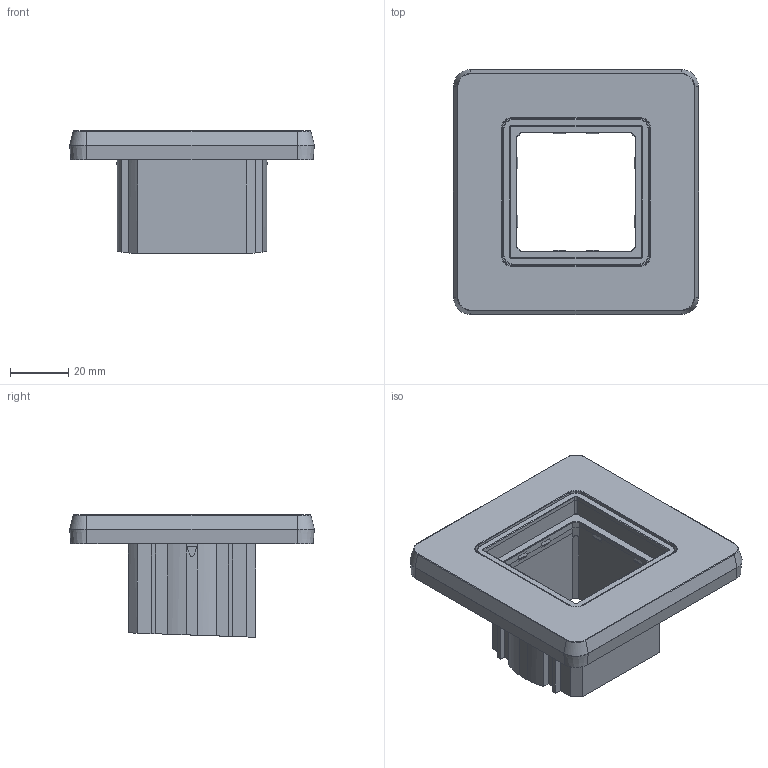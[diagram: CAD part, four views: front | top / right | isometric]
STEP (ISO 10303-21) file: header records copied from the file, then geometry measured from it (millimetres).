
FILE_DESCRIPTION (( 'STEP AP203' ), '1' );
FILE_NAME ('673900.STEP', '2025-05-27T09:48:46', ( '' ), ( '' ), 'SwSTEP 2.0', 'SolidWorks 2022', '' );
FILE_SCHEMA (( 'CONFIG_CONTROL_DESIGN' ));
Length unit declared in the file: millimetre
Products named in the file (1): 673900
Bounding box: 84 x 84 x 42 mm (x, y, z)
Volume: 59432.7 mm3; surface area: 27848.8 mm2
Topology: 1 solids, 2 shells, 291 faces, 757 edges, 475 vertices
Faces by surface type: plane 171, cylinder 56, cone 28, bspline 20, torus 16
Entity records: 12080 total; most frequent: CARTESIAN_POINT 5144, ORIENTED_EDGE 1514, DIRECTION 1305, EDGE_CURVE 757, VERTEX_POINT 475, VECTOR 469, LINE 469, AXIS2_PLACEMENT_3D 418
